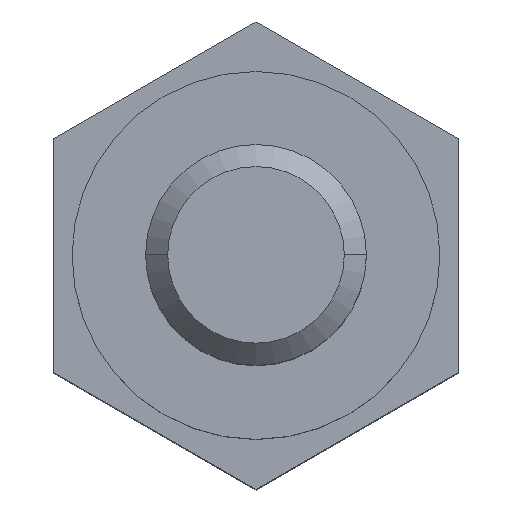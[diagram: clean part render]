
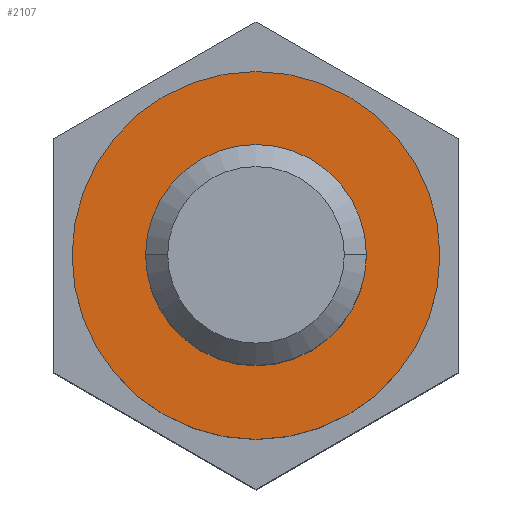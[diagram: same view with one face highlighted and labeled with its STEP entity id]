
A CAD part, top view. The second image highlights one B-rep face of the part: STEP entity #2107.
In plain terms, the highlighted planar face has unit normal (0, 0, 1).
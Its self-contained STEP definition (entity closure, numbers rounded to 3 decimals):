
#469=CARTESIAN_POINT('',(0.,0.,7.2));
#470=DIRECTION('',(0.,0.,1.));
#471=DIRECTION('',(1.,0.,0.));
#472=AXIS2_PLACEMENT_3D('',#469,#470,#471);
#474=CARTESIAN_POINT('',(0.,0.,7.2));
#475=DIRECTION('',(0.,0.,1.));
#476=DIRECTION('',(-1.,0.,0.));
#477=AXIS2_PLACEMENT_3D('',#474,#475,#476);
#479=CARTESIAN_POINT('',(0.,0.,7.2));
#480=DIRECTION('',(0.,0.,1.));
#481=DIRECTION('',(1.,0.,0.));
#482=AXIS2_PLACEMENT_3D('',#479,#480,#481);
#484=CARTESIAN_POINT('',(0.,0.,7.2));
#485=DIRECTION('',(0.,0.,1.));
#486=DIRECTION('',(-1.,0.,0.));
#487=AXIS2_PLACEMENT_3D('',#484,#485,#486);
#1186=CARTESIAN_POINT('',(2.5,0.,7.2));
#1187=CARTESIAN_POINT('',(-2.5,0.,7.2));
#1188=VERTEX_POINT('',#1186);
#1189=VERTEX_POINT('',#1187);
#1194=CARTESIAN_POINT('',(1.5,0.,7.2));
#1195=CARTESIAN_POINT('',(-1.5,0.,7.2));
#1196=VERTEX_POINT('',#1194);
#1197=VERTEX_POINT('',#1195);
#2092=CARTESIAN_POINT('',(0.,0.,7.2));
#2093=DIRECTION('',(0.,0.,1.));
#2094=DIRECTION('',(1.,0.,0.));
#2095=AXIS2_PLACEMENT_3D('',#2092,#2093,#2094);
#2096=PLANE('',#2095);
#2097=ORIENTED_EDGE('',*,*,#2072,.F.);
#2098=ORIENTED_EDGE('',*,*,#2086,.F.);
#2099=EDGE_LOOP('',(#2097,#2098));
#2100=FACE_OUTER_BOUND('',#2099,.F.);
#2102=ORIENTED_EDGE('',*,*,#2101,.T.);
#2104=ORIENTED_EDGE('',*,*,#2103,.T.);
#2105=EDGE_LOOP('',(#2102,#2104));
#2106=FACE_BOUND('',#2105,.F.);
#2107=ADVANCED_FACE('',(#2100,#2106),#2096,.T.);
#473=CIRCLE('',#472,2.5);
#478=CIRCLE('',#477,2.5);
#483=CIRCLE('',#482,1.5);
#488=CIRCLE('',#487,1.5);
#2072=EDGE_CURVE('',#1188,#1189,#473,.T.);
#2086=EDGE_CURVE('',#1189,#1188,#478,.T.);
#2101=EDGE_CURVE('',#1196,#1197,#483,.T.);
#2103=EDGE_CURVE('',#1197,#1196,#488,.T.);
